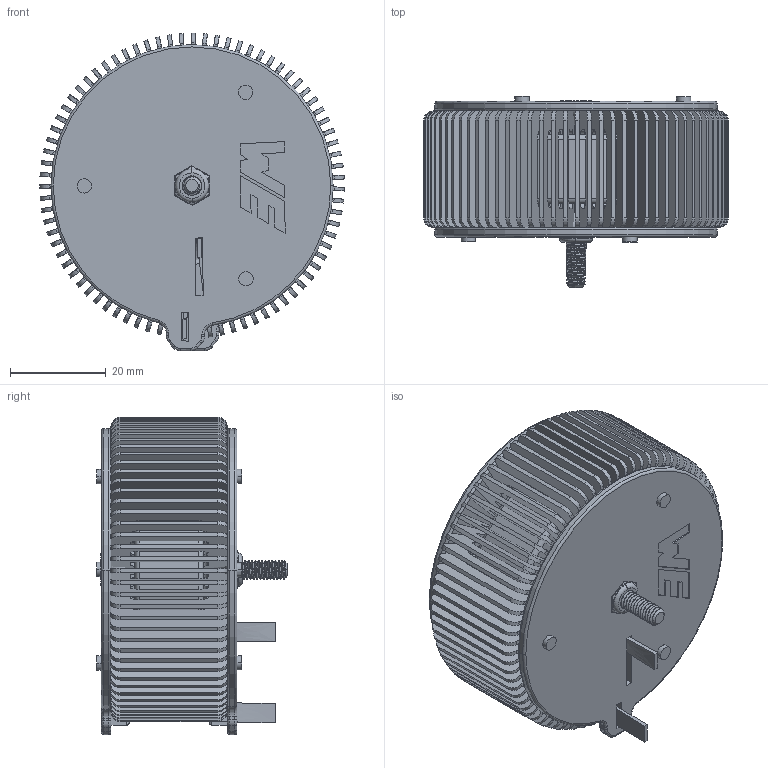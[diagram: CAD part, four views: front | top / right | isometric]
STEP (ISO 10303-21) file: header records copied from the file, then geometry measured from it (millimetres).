
FILE_DESCRIPTION (( 'STEP AP214' ), '1' );
FILE_NAME ('76080X201.STEP', '2022-10-24T21:40:07', ( '' ), ( '' ), 'SwSTEP 2.0', 'SolidWorks 2022', '' );
FILE_SCHEMA (( 'AUTOMOTIVE_DESIGN' ));
Length unit declared in the file: millimetre
Products named in the file (5): 4mm lock nut_94645A101; 070-7778_65mm10; 76080X201; 4mm OD 35mm long_screw_91290A180; 76080X201 Coil and Core
Assembly tree (5 placements, depth 2):
  76080X201
    76080X201 Coil and Core
    070-7778_65mm10  x2
    4mm lock nut_94645A101
    4mm OD 35mm long_screw_91290A180
Bounding box: 63.69 x 39.9 x 66.34 mm (x, y, z)
Volume: 55435.4 mm3; surface area: 75765.9 mm2
Topology: 84 solids, 84 shells, 2529 faces, 6375 edges, 4201 vertices
Faces by surface type: plane 1608, cylinder 765, torus 78, cone 44, bspline 30, sphere 4
Entity records: 94945 total; most frequent: CARTESIAN_POINT 19522, DIRECTION 12403, ORIENTED_EDGE 12104, EDGE_CURVE 6052, AXIS2_PLACEMENT_3D 4198, VECTOR 4007, LINE 4007, VERTEX_POINT 4002
